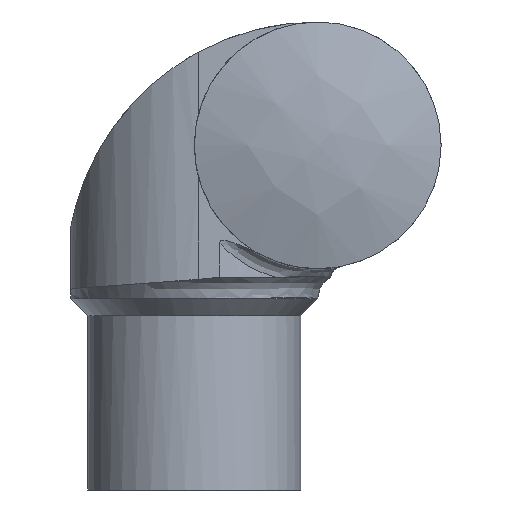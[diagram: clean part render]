
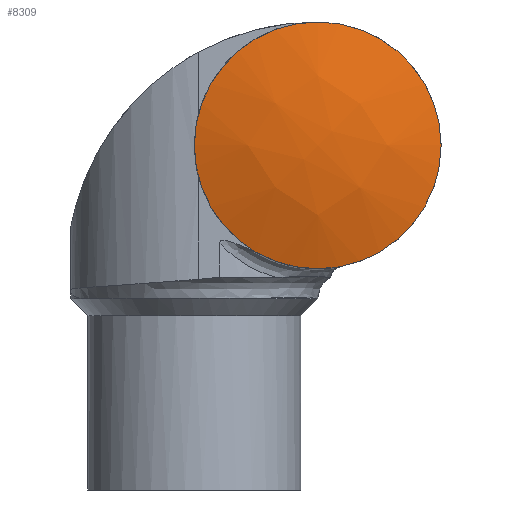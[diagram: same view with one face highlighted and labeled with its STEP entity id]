
A CAD part, front view. The second image highlights one B-rep face of the part: STEP entity #8309.
In plain terms, the highlighted free-form (B-spline) face has degree [3, 3] with [4, 4] control points.
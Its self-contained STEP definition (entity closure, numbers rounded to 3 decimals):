
#21 = EDGE_CURVE('',#22,#24,#26,.T.);
#22 = VERTEX_POINT('',#23);
#23 = CARTESIAN_POINT('',(29.,-35.463,110.));
#24 = VERTEX_POINT('',#25);
#25 = CARTESIAN_POINT('',(29.,-35.463,52.));
#26 = SURFACE_CURVE('',#27,(#32,#44),.PCURVE_S1.);
#27 = CIRCLE('',#28,29.);
#28 = AXIS2_PLACEMENT_3D('',#29,#30,#31);
#29 = CARTESIAN_POINT('',(29.,-35.463,81.));
#30 = DIRECTION('',(0.,1.,0.));
#31 = DIRECTION('',(0.,-0.,1.));
#32 = PCURVE('',#33,#38);
#33 = CYLINDRICAL_SURFACE('',#34,29.);
#34 = AXIS2_PLACEMENT_3D('',#35,#36,#37);
#35 = CARTESIAN_POINT('',(29.,-32.,81.));
#36 = DIRECTION('',(0.,1.,0.));
#37 = DIRECTION('',(0.,-0.,1.));
#38 = DEFINITIONAL_REPRESENTATION('',(#39),#43);
#39 = LINE('',#40,#41);
#40 = CARTESIAN_POINT('',(0.,-3.463));
#41 = VECTOR('',#42,1.);
#42 = DIRECTION('',(1.,0.));
#43 = ( GEOMETRIC_REPRESENTATION_CONTEXT(2) 
PARAMETRIC_REPRESENTATION_CONTEXT() REPRESENTATION_CONTEXT('2D SPACE',''
  ) );
#44 = PCURVE('',#45,#62);
#45 = ( BOUNDED_SURFACE() B_SPLINE_SURFACE(3,3,(
    (#46,#47,#48,#49)
    ,(#50,#51,#52,#53)
    ,(#54,#55,#56,#57)
    ,(#58,#59,#60,#61
)),.UNSPECIFIED.,.F.,.F.,.F.) B_SPLINE_SURFACE_WITH_KNOTS((4,4),(4,4),(
    0.,1.),(0.,1.),.PIECEWISE_BEZIER_KNOTS.) 
GEOMETRIC_REPRESENTATION_ITEM() RATIONAL_B_SPLINE_SURFACE((
    (1.,0.963,0.963,1.)
    ,(0.962,0.926,0.926,0.962)
    ,(0.962,0.926,0.926,0.962)
,(1.,0.963,0.963,1.
))) REPRESENTATION_ITEM('') SURFACE() );
#46 = CARTESIAN_POINT('',(58.436,-30.617,108.685
    ));
#47 = CARTESIAN_POINT('',(58.436,-36.954,
    90.533));
#48 = CARTESIAN_POINT('',(58.436,-36.936,
    71.308));
#49 = CARTESIAN_POINT('',(58.436,-30.566,
    53.168));
#50 = CARTESIAN_POINT('',(39.151,-36.999,
    110.913));
#51 = CARTESIAN_POINT('',(39.151,-43.846,
    91.301));
#52 = CARTESIAN_POINT('',(39.151,-43.826,
    70.528));
#53 = CARTESIAN_POINT('',(39.151,-36.943,
    50.928));
#54 = CARTESIAN_POINT('',(18.715,-36.984,110.908
    ));
#55 = CARTESIAN_POINT('',(18.715,-43.83,91.299
    ));
#56 = CARTESIAN_POINT('',(18.715,-43.811,70.529
    ));
#57 = CARTESIAN_POINT('',(18.715,-36.929,50.933
    ));
#58 = CARTESIAN_POINT('',(-0.561,-30.576,
    108.67));
#59 = CARTESIAN_POINT('',(-0.561,-36.91,90.528
    ));
#60 = CARTESIAN_POINT('',(-0.561,-36.892,
    71.313));
#61 = CARTESIAN_POINT('',(-0.561,-30.524,
    53.182));
#62 = DEFINITIONAL_REPRESENTATION('',(#63),#89);
#63 = B_SPLINE_CURVE_WITH_KNOTS('',3,(#64,#65,#66,#67,#68,#69,#70,#71,
    #72,#73,#74,#75,#76,#77,#78,#79,#80,#81,#82,#83,#84,#85,#86,#87,#88)
  ,.UNSPECIFIED.,.F.,.F.,(4,1,1,1,1,1,1,1,1,1,1,1,1,1,1,1,1,1,1,1,1,1,4)
  ,(0.,0.143,0.286,0.428,0.571,
    0.714,0.857,1.,1.142,
    1.285,1.428,1.571,1.714,
    1.856,1.999,2.142,2.285,
    2.428,2.57,2.713,2.856,
    2.999,3.142),.QUASI_UNIFORM_KNOTS.);
#64 = CARTESIAN_POINT('',(0.499,0.006));
#65 = CARTESIAN_POINT('',(0.476,0.006));
#66 = CARTESIAN_POINT('',(0.431,0.009));
#67 = CARTESIAN_POINT('',(0.364,0.023));
#68 = CARTESIAN_POINT('',(0.299,0.047));
#69 = CARTESIAN_POINT('',(0.238,0.079));
#70 = CARTESIAN_POINT('',(0.181,0.121));
#71 = CARTESIAN_POINT('',(0.131,0.17));
#72 = CARTESIAN_POINT('',(0.088,0.226));
#73 = CARTESIAN_POINT('',(0.053,0.288));
#74 = CARTESIAN_POINT('',(0.027,0.356));
#75 = CARTESIAN_POINT('',(0.011,0.426));
#76 = CARTESIAN_POINT('',(0.006,0.499));
#77 = CARTESIAN_POINT('',(0.011,0.571));
#78 = CARTESIAN_POINT('',(0.027,0.642));
#79 = CARTESIAN_POINT('',(0.053,0.709));
#80 = CARTESIAN_POINT('',(0.088,0.771));
#81 = CARTESIAN_POINT('',(0.131,0.828));
#82 = CARTESIAN_POINT('',(0.181,0.877));
#83 = CARTESIAN_POINT('',(0.238,0.918));
#84 = CARTESIAN_POINT('',(0.299,0.95));
#85 = CARTESIAN_POINT('',(0.364,0.974));
#86 = CARTESIAN_POINT('',(0.431,0.988));
#87 = CARTESIAN_POINT('',(0.476,0.991));
#88 = CARTESIAN_POINT('',(0.499,0.991));
#89 = ( GEOMETRIC_REPRESENTATION_CONTEXT(2) 
PARAMETRIC_REPRESENTATION_CONTEXT() REPRESENTATION_CONTEXT('2D SPACE',''
  ) );
#107 = CYLINDRICAL_SURFACE('',#108,29.);
#108 = AXIS2_PLACEMENT_3D('',#109,#110,#111);
#109 = CARTESIAN_POINT('',(29.,-32.,81.));
#110 = DIRECTION('',(0.,1.,0.));
#111 = DIRECTION('',(0.,-0.,1.));
#7041 = EDGE_CURVE('',#24,#22,#7042,.T.);
#7042 = SURFACE_CURVE('',#7043,(#7048,#7055),.PCURVE_S1.);
#7043 = CIRCLE('',#7044,29.);
#7044 = AXIS2_PLACEMENT_3D('',#7045,#7046,#7047);
#7045 = CARTESIAN_POINT('',(29.,-35.463,81.));
#7046 = DIRECTION('',(0.,1.,0.));
#7047 = DIRECTION('',(0.,-0.,1.));
#7048 = PCURVE('',#107,#7049);
#7049 = DEFINITIONAL_REPRESENTATION('',(#7050),#7054);
#7050 = LINE('',#7051,#7052);
#7051 = CARTESIAN_POINT('',(0.,-3.463));
#7052 = VECTOR('',#7053,1.);
#7053 = DIRECTION('',(1.,0.));
#7054 = ( GEOMETRIC_REPRESENTATION_CONTEXT(2) 
PARAMETRIC_REPRESENTATION_CONTEXT() REPRESENTATION_CONTEXT('2D SPACE',''
  ) );
#7055 = PCURVE('',#45,#7056);
#7056 = DEFINITIONAL_REPRESENTATION('',(#7057),#7083);
#7057 = B_SPLINE_CURVE_WITH_KNOTS('',3,(#7058,#7059,#7060,#7061,#7062,
    #7063,#7064,#7065,#7066,#7067,#7068,#7069,#7070,#7071,#7072,#7073,
    #7074,#7075,#7076,#7077,#7078,#7079,#7080,#7081,#7082),
  .UNSPECIFIED.,.F.,.F.,(4,1,1,1,1,1,1,1,1,1,1,1,1,1,1,1,1,1,1,1,1,1,4),
  (3.142,3.284,3.427,3.57,
    3.713,3.856,3.998,4.141,
    4.284,4.427,4.57,4.712,
    4.855,4.998,5.141,5.284,
    5.426,5.569,5.712,5.855,
    5.998,6.14,6.283),.QUASI_UNIFORM_KNOTS.);
#7058 = CARTESIAN_POINT('',(0.499,0.991));
#7059 = CARTESIAN_POINT('',(0.522,0.991));
#7060 = CARTESIAN_POINT('',(0.567,0.988));
#7061 = CARTESIAN_POINT('',(0.634,0.974));
#7062 = CARTESIAN_POINT('',(0.699,0.95));
#7063 = CARTESIAN_POINT('',(0.76,0.918));
#7064 = CARTESIAN_POINT('',(0.816,0.877));
#7065 = CARTESIAN_POINT('',(0.867,0.828));
#7066 = CARTESIAN_POINT('',(0.91,0.771));
#7067 = CARTESIAN_POINT('',(0.945,0.709));
#7068 = CARTESIAN_POINT('',(0.971,0.642));
#7069 = CARTESIAN_POINT('',(0.986,0.571));
#7070 = CARTESIAN_POINT('',(0.992,0.499));
#7071 = CARTESIAN_POINT('',(0.986,0.426));
#7072 = CARTESIAN_POINT('',(0.971,0.356));
#7073 = CARTESIAN_POINT('',(0.945,0.288));
#7074 = CARTESIAN_POINT('',(0.91,0.226));
#7075 = CARTESIAN_POINT('',(0.867,0.17));
#7076 = CARTESIAN_POINT('',(0.816,0.121));
#7077 = CARTESIAN_POINT('',(0.76,0.079));
#7078 = CARTESIAN_POINT('',(0.699,0.047));
#7079 = CARTESIAN_POINT('',(0.634,0.023));
#7080 = CARTESIAN_POINT('',(0.567,0.009));
#7081 = CARTESIAN_POINT('',(0.522,0.006));
#7082 = CARTESIAN_POINT('',(0.499,0.006));
#7083 = ( GEOMETRIC_REPRESENTATION_CONTEXT(2) 
PARAMETRIC_REPRESENTATION_CONTEXT() REPRESENTATION_CONTEXT('2D SPACE',''
  ) );
#8309 = ADVANCED_FACE('',(#8310),#45,.T.);
#8310 = FACE_BOUND('',#8311,.T.);
#8311 = EDGE_LOOP('',(#8312,#8313));
#8312 = ORIENTED_EDGE('',*,*,#21,.F.);
#8313 = ORIENTED_EDGE('',*,*,#7041,.F.);
